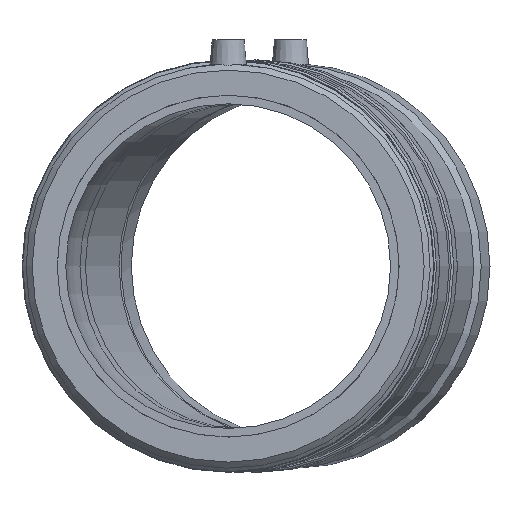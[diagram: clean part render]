
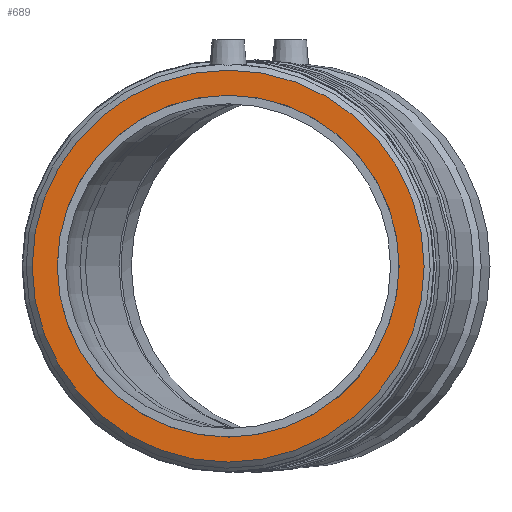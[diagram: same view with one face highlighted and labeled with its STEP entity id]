
A CAD part, left-side view. The second image highlights one B-rep face of the part: STEP entity #689.
In plain terms, the highlighted planar face has unit normal (-1, 0, 0).
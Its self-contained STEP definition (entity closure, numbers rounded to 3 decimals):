
#65=PLANE('',#804);
#114=FACE_BOUND('',#281,.T.);
#173=FACE_OUTER_BOUND('',#280,.T.);
#280=EDGE_LOOP('',(#597));
#281=EDGE_LOOP('',(#598));
#335=CIRCLE('',#781,80.);
#348=CIRCLE('',#805,91.733);
#399=VERTEX_POINT('',#1334);
#411=VERTEX_POINT('',#1370);
#465=EDGE_CURVE('',#399,#399,#335,.T.);
#478=EDGE_CURVE('',#411,#411,#348,.T.);
#597=ORIENTED_EDGE('',*,*,#478,.F.);
#598=ORIENTED_EDGE('',*,*,#465,.T.);
#689=ADVANCED_FACE('',(#173,#114),#65,.T.);
#781=AXIS2_PLACEMENT_3D('',#1335,#981,#982);
#804=AXIS2_PLACEMENT_3D('',#1369,#1027,#1028);
#805=AXIS2_PLACEMENT_3D('',#1371,#1029,#1030);
#981=DIRECTION('center_axis',(1.,0.,0.));
#982=DIRECTION('ref_axis',(0.,0.,-1.));
#1027=DIRECTION('center_axis',(-1.,0.,0.));
#1028=DIRECTION('ref_axis',(0.,0.,1.));
#1029=DIRECTION('center_axis',(1.,0.,0.));
#1030=DIRECTION('ref_axis',(0.,0.,-1.));
#1334=CARTESIAN_POINT('',(-123.363,80.,0.));
#1335=CARTESIAN_POINT('Origin',(-123.363,0.,0.));
#1369=CARTESIAN_POINT('Origin',(-123.363,91.733,0.));
#1370=CARTESIAN_POINT('',(-123.363,91.733,0.));
#1371=CARTESIAN_POINT('Origin',(-123.363,0.,0.));
